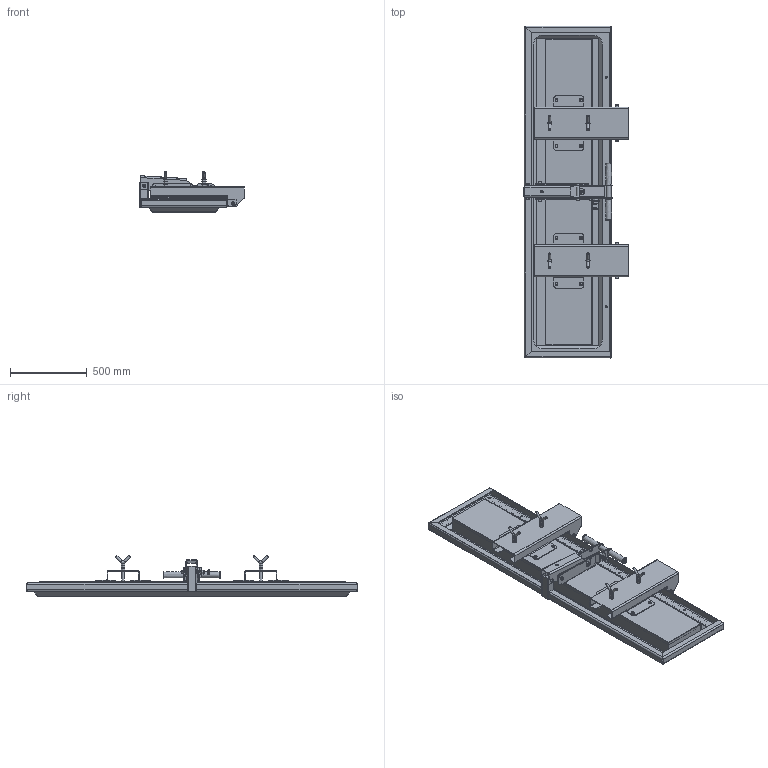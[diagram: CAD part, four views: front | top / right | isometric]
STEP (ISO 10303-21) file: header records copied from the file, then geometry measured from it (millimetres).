
FILE_DESCRIPTION(/* description */ (''),/* implementation_level */ '2;1');
FILE_NAME(/* name */ 'SEMV200020 A.stp',/* time_stamp */ '2019-06-18T09:48:44+02:00',/* author */ ('cr'),/* organization */ (''),/* preprocessor_version */ 'ST-DEVELOPER v17.2',/* originating_system */ 'Autodesk Inventor 2019',/* authorisation */ '');
FILE_SCHEMA (('AUTOMOTIVE_DESIGN { 1 0 10303 214 3 1 1 }'));
Length unit declared in the file: millimetre
Products named in the file (1): Part1
Bounding box: 686 x 2170 x 266.9 mm (x, y, z)
Volume: 24884002.7 mm3; surface area: 7285735.5 mm2
Topology: 19 solids, 19 shells, 1085 faces, 2813 edges, 1771 vertices
Faces by surface type: plane 589, cylinder 338, cone 82, bspline 63, torus 13
Full cylindrical faces by diameter (mm): 3 x2, 6 x2, 10 x1, 12 x18, 15 x8, 16 x22, 17 x4, 18 x1, 20 x8, 20.5 x1, 21 x19, 26 x1, 30 x1, 30.2 x2, 33 x1
Entity records: 38888 total; most frequent: CARTESIAN_POINT 11431, ORIENTED_EDGE 5628, DIRECTION 5251, EDGE_CURVE 2814, AXIS2_PLACEMENT_3D 1824, VERTEX_POINT 1773, LINE 1603, VECTOR 1603
